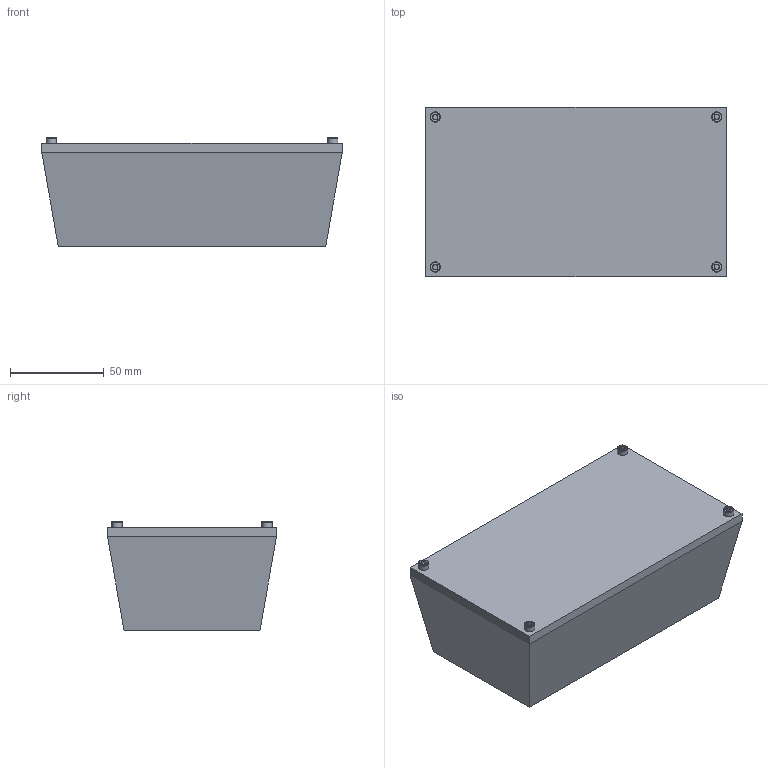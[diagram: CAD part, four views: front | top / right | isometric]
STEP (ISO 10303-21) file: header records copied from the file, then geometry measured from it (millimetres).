
FILE_DESCRIPTION(/* description */ ('Unknown'),/* implementation_level */ '2;1');
FILE_NAME(/* name */ 'BOX',/* time_stamp */ '2021-11-08T14:32:38+02:00',/* author */ ('Unknown'),/* organization */ ('Unknown'),/* preprocessor_version */ 'ST-DEVELOPER v16.7',/* originating_system */ 'Solid Edge',/* authorisation */ 'Unknown');
FILE_SCHEMA (('AUTOMOTIVE_DESIGN {1 0 10303 214 3 1 1}'));
Length unit declared in the file: millimetre
Products named in the file (5): BOX; Base; TOP; Cover; Screw_DIN_912_M3x10_v16.00
Assembly tree (7 placements, depth 3):
  BOX
    Base
    TOP
      Cover
      Screw_DIN_912_M3x10_v16.00  x4
Bounding box: 160 x 90 x 58 mm (x, y, z)
Volume: 354141.5 mm3; surface area: 93963.8 mm2
Topology: 6 solids, 6 shells, 133 faces, 304 edges, 200 vertices
Faces by surface type: plane 65, cone 32, cylinder 28, torus 8
Full cylindrical faces by diameter (mm): 2.387 x4, 2.5 x8, 3 x8, 3.5 x4, 5.5 x4
Entity records: 1959 total; most frequent: CARTESIAN_POINT 270, DIRECTION 266, ORIENTED_EDGE 206, EDGE_CURVE 103, AXIS2_PLACEMENT_3D 103, FACE_BOUND 98, EDGE_LOOP 94, VERTEX_POINT 83
